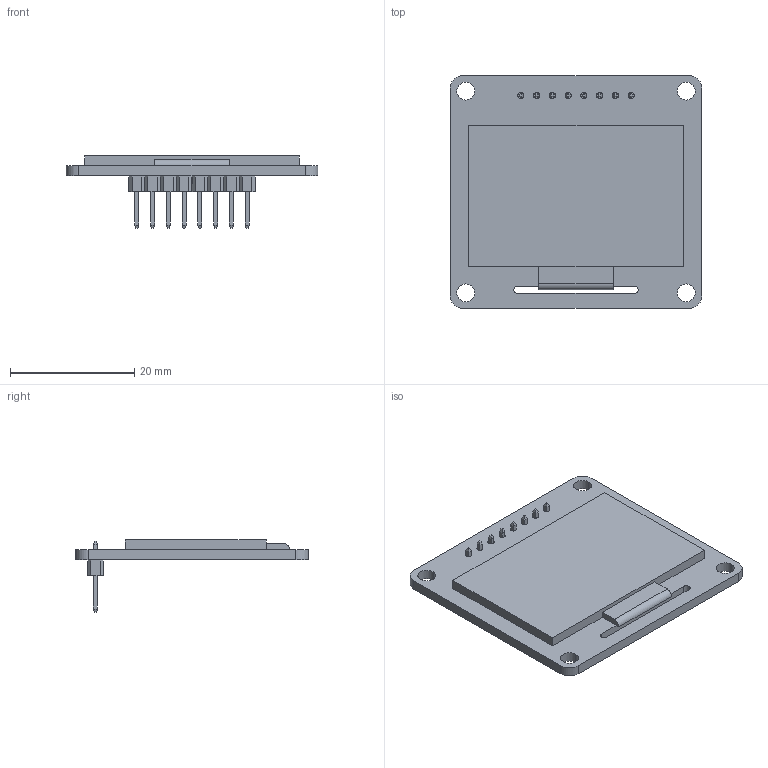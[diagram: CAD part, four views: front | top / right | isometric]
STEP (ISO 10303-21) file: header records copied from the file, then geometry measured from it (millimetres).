
FILE_DESCRIPTION (( 'STEP AP214' ), '1' );
FILE_NAME ('OLED_1.3inch_sh1106.STEP', '2016-08-21T00:35:35', ( 'thomas' ), ( '' ), 'SwSTEP 2.0', 'SolidWorks 2016', '' );
FILE_SCHEMA (( 'AUTOMOTIVE_DESIGN' ));
Length unit declared in the file: millimetre
Products named in the file (12): 2.54mm_pin_header; OLED_pcb_1.3; OLED_1.3inch_sh1106
Assembly tree (9 placements, depth 2):
  2.54mm_pin_header
  2.54mm_pin_header
  2.54mm_pin_header
  2.54mm_pin_header
  2.54mm_pin_header
Bounding box: 40.5 x 37.5 x 11.64 mm (x, y, z)
Volume: 3838.7 mm3; surface area: 3982.5 mm2
Topology: 9 solids, 9 shells, 273 faces, 651 edges, 412 vertices
Faces by surface type: plane 241, cylinder 32
Entity records: 3021 total; most frequent: DIRECTION 447, CARTESIAN_POINT 425, ORIENTED_EDGE 406, EDGE_CURVE 203, AXIS2_PLACEMENT_3D 154, LINE 139, VECTOR 139, VERTEX_POINT 132
